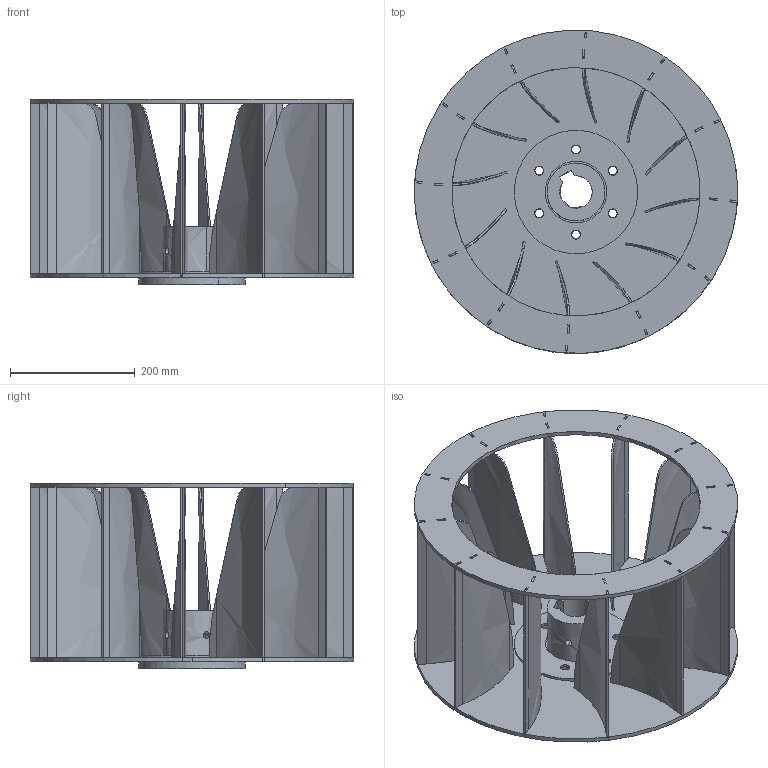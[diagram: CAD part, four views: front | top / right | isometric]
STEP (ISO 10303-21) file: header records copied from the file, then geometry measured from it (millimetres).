
FILE_DESCRIPTION(('FreeCAD Model'),'2;1');
FILE_NAME('Open CASCADE Shape Model','2025-04-25T12:55:02',('FreeCAD'),( 'FreeCAD'),'Open CASCADE STEP processor 7.6','FreeCAD','Unknown');
FILE_SCHEMA(('AUTOMOTIVE_DESIGN { 1 0 10303 214 1 1 1 1 }'));
Length unit declared in the file: millimetre
Products named in the file (1): Open CASCADE STEP translator 7.6 1
Bounding box: 517.51 x 517.5 x 296.24 mm (x, y, z)
Volume: 3615694.1 mm3; surface area: 1583520.7 mm2
Topology: 16 solids, 16 shells, 840 faces, 2324 edges, 1516 vertices
Faces by surface type: bspline 840
Entity records: 28550 total; most frequent: CARTESIAN_POINT 14637, ORIENTED_EDGE 4648, EDGE_CURVE 2324, B_SPLINE_CURVE_WITH_KNOTS 1898, VERTEX_POINT 1516, FACE_BOUND 1008, EDGE_LOOP 1008, ADVANCED_FACE 840
